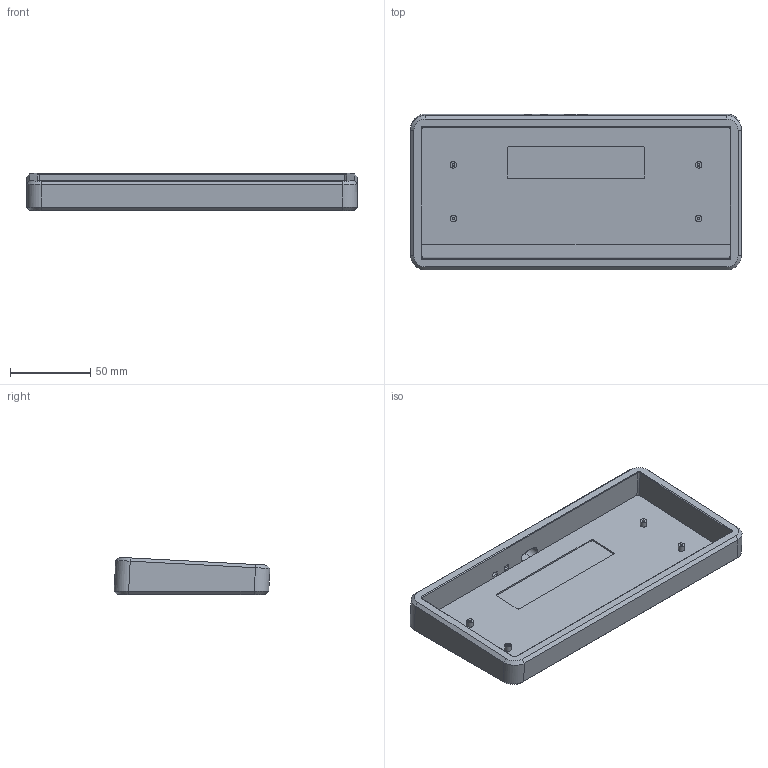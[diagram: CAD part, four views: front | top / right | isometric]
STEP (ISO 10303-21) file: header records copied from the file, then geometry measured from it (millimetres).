
FILE_DESCRIPTION(/* description */ (''),/* implementation_level */ '2;1');
FILE_NAME(/* name */ 'CNC Willis the MFR2.step',/* time_stamp */ '2024-10-21T18:24:33-07:00',/* author */ (''),/* organization */ (''),/* preprocessor_version */ 'ST-DEVELOPER v20',/* originating_system */ 'Autodesk Translation Framework v13.20.0.188',/* authorisation */ '');
FILE_SCHEMA (('AUTOMOTIVE_DESIGN { 1 0 10303 214 3 1 1 }'));
Length unit declared in the file: millimetre
Products named in the file (1): CNC Willis the MFR2
Bounding box: 205.5 x 96.84 x 23.17 mm (x, y, z)
Volume: 120508.6 mm3; surface area: 60494 mm2
Topology: 1 solids, 1 shells, 130 faces, 295 edges, 180 vertices
Faces by surface type: plane 66, cylinder 36, cone 20, bspline 8
Full cylindrical faces by diameter (mm): 1.6 x4, 4 x4, 6.5 x4
Entity records: 3794 total; most frequent: CARTESIAN_POINT 822, DIRECTION 615, ORIENTED_EDGE 590, EDGE_CURVE 295, AXIS2_PLACEMENT_3D 213, LINE 189, VECTOR 189, VERTEX_POINT 180
